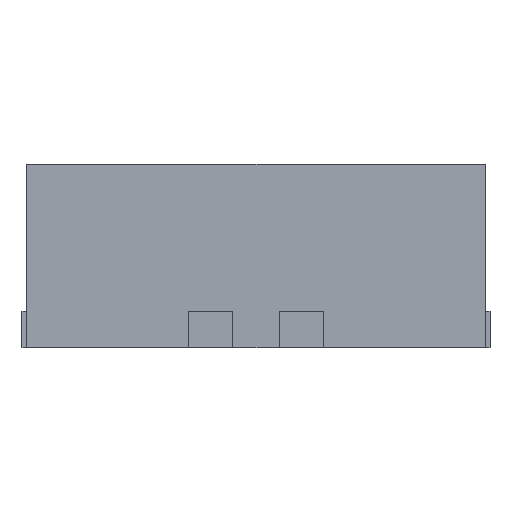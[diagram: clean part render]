
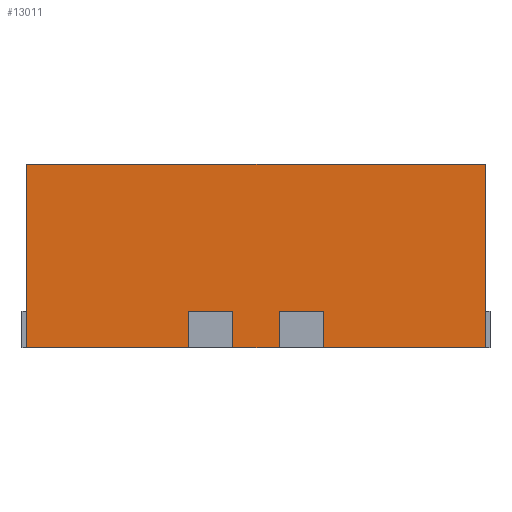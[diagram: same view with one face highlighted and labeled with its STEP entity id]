
A CAD part, front view. The second image highlights one B-rep face of the part: STEP entity #13011.
In plain terms, the highlighted planar face has unit normal (0, -1, 0).
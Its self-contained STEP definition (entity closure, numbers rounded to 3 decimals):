
#1212 = VECTOR ( 'NONE', #1837, 1000. ) ;
#1529 = VERTEX_POINT ( 'NONE', #12986 ) ;
#1837 = DIRECTION ( 'NONE',  ( 1., 0., 0. ) ) ;
#2134 = LINE ( 'NONE', #5991, #11513 ) ;
#2355 = LINE ( 'NONE', #11602, #14941 ) ;
#3763 = PLANE ( 'NONE',  #11637 ) ;
#3770 = CARTESIAN_POINT ( 'NONE',  ( -1.25, -1.75, 0. ) ) ;
#4101 = CARTESIAN_POINT ( 'NONE',  ( -1.25, -1.75, 1. ) ) ;
#4122 = ORIENTED_EDGE ( 'NONE', *, *, #9221, .T. ) ;
#4627 = LINE ( 'NONE', #9828, #1212 ) ;
#5738 = CARTESIAN_POINT ( 'NONE',  ( 1.25, -1.75, 1. ) ) ;
#5991 = CARTESIAN_POINT ( 'NONE',  ( -1.25, -1.75, 0. ) ) ;
#7022 = ORIENTED_EDGE ( 'NONE', *, *, #12117, .F. ) ;
#7498 = DIRECTION ( 'NONE',  ( 1., 0., 0. ) ) ;
#7877 = DIRECTION ( 'NONE',  ( 0., 0., 1. ) ) ;
#8139 = FACE_OUTER_BOUND ( 'NONE', #16229, .T. ) ;
#9221 = EDGE_CURVE ( 'NONE', #11675, #1529, #2134, .T. ) ;
#9828 = CARTESIAN_POINT ( 'NONE',  ( -1.25, -1.75, 1. ) ) ;
#10946 = ORIENTED_EDGE ( 'NONE', *, *, #11554, .T. ) ;
#11513 = VECTOR ( 'NONE', #7498, 1000. ) ;
#11554 = EDGE_CURVE ( 'NONE', #14482, #11675, #17155, .T. ) ;
#11602 = CARTESIAN_POINT ( 'NONE',  ( 1.25, -1.75, 1. ) ) ;
#11637 = AXIS2_PLACEMENT_3D ( 'NONE', #4101, #14722, #7877 ) ;
#11675 = VERTEX_POINT ( 'NONE', #3770 ) ;
#11689 = DIRECTION ( 'NONE',  ( 0., 0., -1. ) ) ;
#11932 = EDGE_CURVE ( 'NONE', #14942, #1529, #2355, .T. ) ;
#12117 = EDGE_CURVE ( 'NONE', #14482, #14942, #4627, .T. ) ;
#12986 = CARTESIAN_POINT ( 'NONE',  ( 1.25, -1.75, 0. ) ) ;
#12994 = VECTOR ( 'NONE', #17236, 1000. ) ;
#13011 = ADVANCED_FACE ( 'NONE', ( #8139 ), #3763, .F. ) ;
#14482 = VERTEX_POINT ( 'NONE', #16797 ) ;
#14526 = CARTESIAN_POINT ( 'NONE',  ( -1.25, -1.75, 1. ) ) ;
#14722 = DIRECTION ( 'NONE',  ( 0., 1., 0. ) ) ;
#14941 = VECTOR ( 'NONE', #11689, 1000. ) ;
#14942 = VERTEX_POINT ( 'NONE', #5738 ) ;
#16229 = EDGE_LOOP ( 'NONE', ( #4122, #16427, #7022, #10946 ) ) ;
#16427 = ORIENTED_EDGE ( 'NONE', *, *, #11932, .F. ) ;
#16797 = CARTESIAN_POINT ( 'NONE',  ( -1.25, -1.75, 1. ) ) ;
#17155 = LINE ( 'NONE', #14526, #12994 ) ;
#17236 = DIRECTION ( 'NONE',  ( 0., 0., -1. ) ) ;
